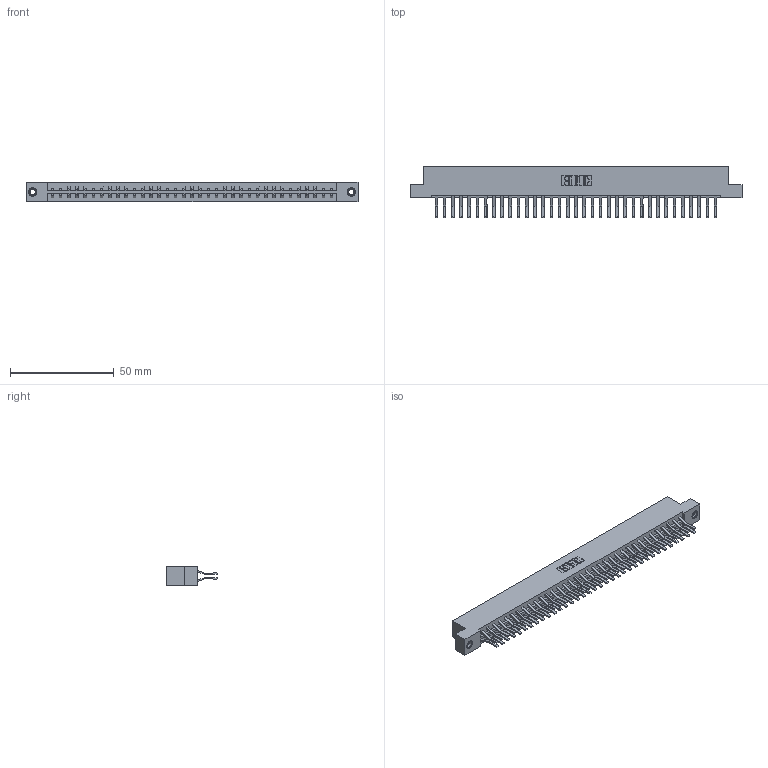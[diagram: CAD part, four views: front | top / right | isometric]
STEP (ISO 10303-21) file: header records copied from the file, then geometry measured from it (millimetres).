
FILE_DESCRIPTION (( 'STEP AP203' ), '1' );
FILE_NAME ('833-070-560-207.STEP', '2020-06-05T13:23:59', ( '' ), ( '' ), 'SwSTEP 2.0', 'SolidWorks 2020', '' );
FILE_SCHEMA (( 'CONFIG_CONTROL_DESIGN' ));
Length unit declared in the file: inch
Products named in the file (4): 833 Part_Flush - .156 Dia - TI; 345-250-001_345-250-005-103; 345-292-001_560 Tail; 833-070-560-207
Assembly tree (73 placements, depth 2):
  833-070-560-207
    833 Part_Flush - .156 Dia - TI
    345-292-001_560 Tail  x70
    345-250-001_345-250-005-103  x2
Bounding box: 160.22 x 24.78 x 9.4 mm (x, y, z)
Volume: 16737.7 mm3; surface area: 21055.9 mm2
Topology: 73 solids, 73 shells, 3954 faces, 11717 edges, 7710 vertices
Faces by surface type: plane 2622, cylinder 1316, cone 12, torus 4
Entity records: 24696 total; most frequent: CARTESIAN_POINT 4085, ORIENTED_EDGE 4014, DIRECTION 3537, EDGE_CURVE 2007, LINE 1855, VECTOR 1855, VERTEX_POINT 1332, AXIS2_PLACEMENT_3D 841
